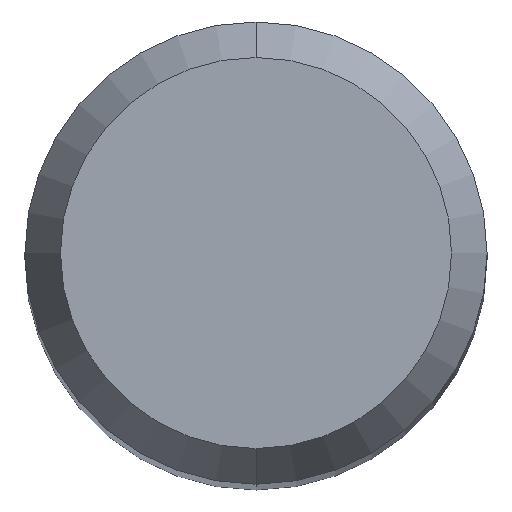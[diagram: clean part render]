
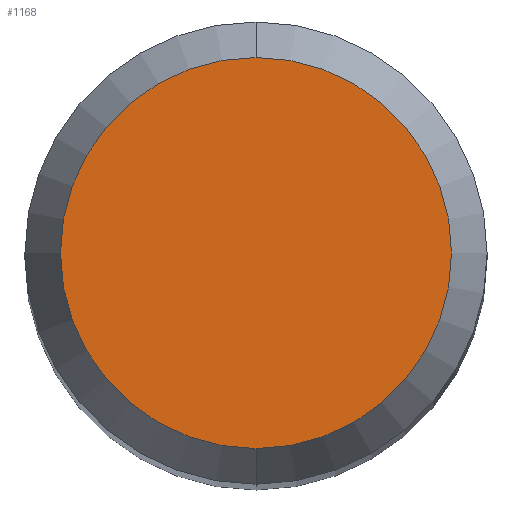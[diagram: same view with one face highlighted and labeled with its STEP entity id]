
A CAD part, top view. The second image highlights one B-rep face of the part: STEP entity #1168.
In plain terms, the highlighted planar face has unit normal (0, 0, 1).
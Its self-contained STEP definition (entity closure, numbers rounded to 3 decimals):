
#782=EDGE_CURVE('',#1196,#1480,#2060,.T.);
#1168=ADVANCED_FACE('',(#2485),#2486,.T.);
#1196=VERTEX_POINT('',#2517);
#1198=EDGE_CURVE('',#1480,#1196,#2519,.T.);
#1480=VERTEX_POINT('',#2823);
#2060=CIRCLE('',#4472,2.538);
#2485=FACE_OUTER_BOUND('',#8698,.T.);
#2486=PLANE('',#8699);
#2517=CARTESIAN_POINT('',(0.,-2.538,0.0));
#2519=CIRCLE('',#8775,2.538);
#2823=CARTESIAN_POINT('',(0.0,2.538,0.0));
#4472=AXIS2_PLACEMENT_3D('',#13828,#13829,#13830);
#8698=EDGE_LOOP('',(#14330,#14331));
#8699=AXIS2_PLACEMENT_3D('',#14332,#14333,#14334);
#8775=AXIS2_PLACEMENT_3D('',#14360,#14361,#14362);
#13828=CARTESIAN_POINT('',(0.0,0.0,0.0));
#13829=DIRECTION('',(0.0,0.0,-1.0));
#13830=DIRECTION('',(0.0,1.0,0.0));
#14330=ORIENTED_EDGE('',*,*,#1198,.F.);
#14331=ORIENTED_EDGE('',*,*,#782,.F.);
#14332=CARTESIAN_POINT('',(0.0,1.269,0.0));
#14333=DIRECTION('',(-0.0,0.0,1.0));
#14334=DIRECTION('',(0.0,-1.0,0.0));
#14360=CARTESIAN_POINT('',(0.0,0.0,0.0));
#14361=DIRECTION('',(0.0,0.0,-1.0));
#14362=DIRECTION('',(0.0,1.0,0.0));
